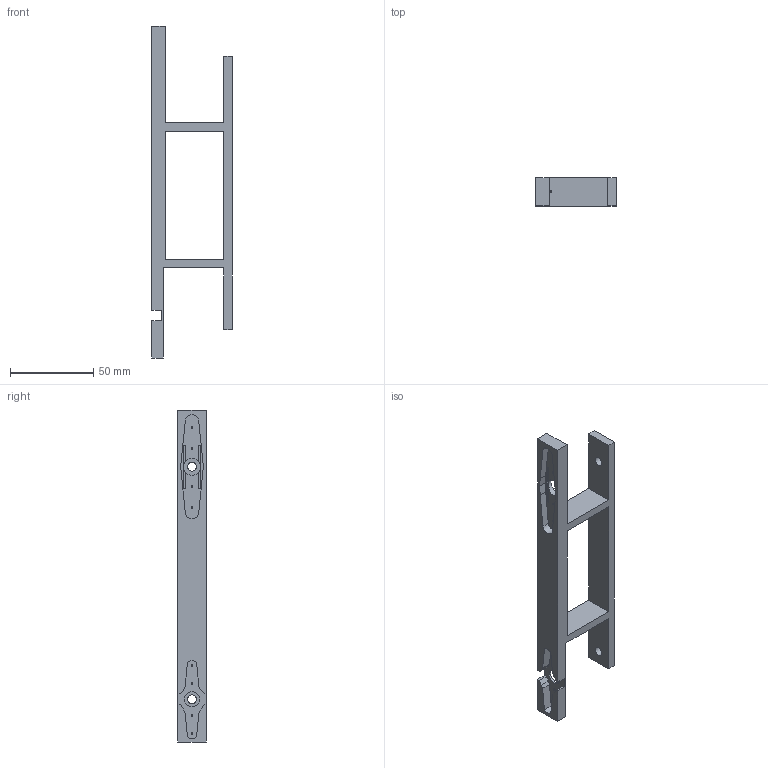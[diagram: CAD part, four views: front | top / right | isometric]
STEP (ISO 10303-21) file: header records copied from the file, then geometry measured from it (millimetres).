
FILE_DESCRIPTION(('FreeCAD Model'),'2;1');
FILE_NAME('Open CASCADE Shape Model','2024-06-21T15:06:04',('Author'),( ''),'Open CASCADE STEP processor 7.6','FreeCAD','Unknown');
FILE_SCHEMA(('AUTOMOTIVE_DESIGN { 1 0 10303 214 1 1 1 1 }'));
Length unit declared in the file: millimetre
Products named in the file (2): outter-high; Body016
Assembly tree (1 placements, depth 2):
  outter-high
    Body016
Bounding box: 48.2 x 17 x 199 mm (x, y, z)
Volume: 40030.8 mm3; surface area: 21432.4 mm2
Topology: 1 solids, 1 shells, 75 faces, 219 edges, 146 vertices
Faces by surface type: plane 59, cylinder 16
Full cylindrical faces by diameter (mm): 1.1 x8, 5.3 x2, 9 x1, 10.3 x1
Entity records: 2563 total; most frequent: CARTESIAN_POINT 442, ORIENTED_EDGE 438, DIRECTION 411, EDGE_CURVE 219, LINE 181, VECTOR 181, VERTEX_POINT 146, AXIS2_PLACEMENT_3D 115
